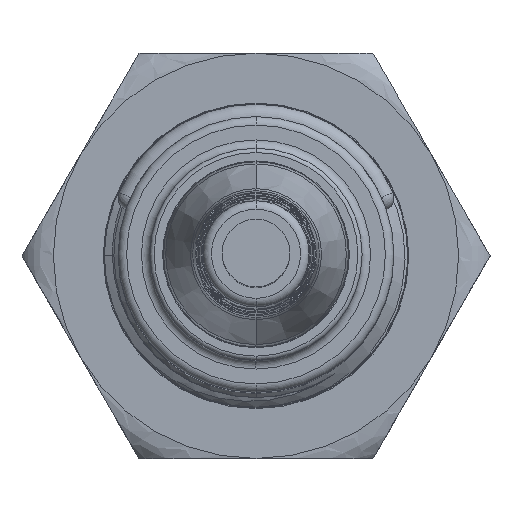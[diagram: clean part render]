
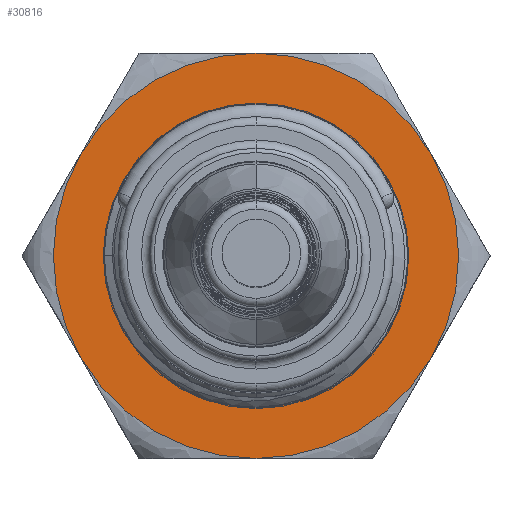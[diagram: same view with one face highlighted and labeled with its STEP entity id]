
A CAD part, top view. The second image highlights one B-rep face of the part: STEP entity #30816.
In plain terms, the highlighted planar face has unit normal (0, 0, 1).
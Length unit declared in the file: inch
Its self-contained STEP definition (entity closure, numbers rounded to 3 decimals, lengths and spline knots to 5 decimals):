
#30239=CARTESIAN_POINT('',(0.00001,0.47,0.16));
#30287=CARTESIAN_POINT('',(0.,0.,0.16));
#30288=DIRECTION('',(0.,0.,1.));
#30289=DIRECTION('',(0.,-1.,0.));
#30290=AXIS2_PLACEMENT_3D('',#30287,#30288,#30289);
#30292=CARTESIAN_POINT('',(0.,0.,0.16));
#30293=DIRECTION('',(0.,0.,1.));
#30294=DIRECTION('',(-0.866,-0.5,0.));
#30295=AXIS2_PLACEMENT_3D('',#30292,#30293,#30294);
#30297=CARTESIAN_POINT('',(0.,0.,0.16));
#30298=DIRECTION('',(0.,0.,1.));
#30299=DIRECTION('',(0.,1.,0.));
#30300=AXIS2_PLACEMENT_3D('',#30297,#30298,#30299);
#30302=CARTESIAN_POINT('',(0.,0.,0.16));
#30303=DIRECTION('',(0.,0.,1.));
#30304=DIRECTION('',(0.866,0.5,0.));
#30305=AXIS2_PLACEMENT_3D('',#30302,#30303,#30304);
#30307=CARTESIAN_POINT('',(0.,0.,0.16));
#30308=DIRECTION('',(0.,0.,1.));
#30309=DIRECTION('',(-1.,0.,0.));
#30310=AXIS2_PLACEMENT_3D('',#30307,#30308,#30309);
#30312=CARTESIAN_POINT('',(0.,0.,0.16));
#30313=DIRECTION('',(0.,0.,1.));
#30314=DIRECTION('',(1.,0.,0.));
#30315=AXIS2_PLACEMENT_3D('',#30312,#30313,#30314);
#30317=CARTESIAN_POINT('',(0.,0.,0.16));
#30318=DIRECTION('',(0.,0.,1.));
#30319=DIRECTION('',(-0.866,0.5,0.));
#30320=AXIS2_PLACEMENT_3D('',#30317,#30318,#30319);
#30322=CARTESIAN_POINT('',(0.,0.,0.16));
#30323=DIRECTION('',(0.,0.,1.));
#30324=DIRECTION('',(0.866,-0.5,0.));
#30325=AXIS2_PLACEMENT_3D('',#30322,#30323,#30324);
#30338=CARTESIAN_POINT('',(0.40704,0.23499,0.16));
#30397=CARTESIAN_POINT('',(0.40701,-0.23503,0.16));
#30455=CARTESIAN_POINT('',(-0.00001,-0.47,0.16));
#30514=CARTESIAN_POINT('',(-0.40704,-0.23499,0.16));
#30578=CARTESIAN_POINT('',(-0.40701,0.23503,0.16));
#30633=VERTEX_POINT('',#30578);
#30635=VERTEX_POINT('',#30514);
#30637=VERTEX_POINT('',#30455);
#30639=VERTEX_POINT('',#30397);
#30641=VERTEX_POINT('',#30338);
#30643=VERTEX_POINT('',#30239);
#30666=CARTESIAN_POINT('',(-0.3345,0.,0.16));
#30667=CARTESIAN_POINT('',(0.3345,0.,0.16));
#30668=VERTEX_POINT('',#30666);
#30669=VERTEX_POINT('',#30667);
#30792=CARTESIAN_POINT('',(0.,0.,0.16));
#30793=DIRECTION('',(0.,0.,1.));
#30794=DIRECTION('',(1.,0.,0.));
#30795=AXIS2_PLACEMENT_3D('',#30792,#30793,#30794);
#30796=PLANE('',#30795);
#30798=ORIENTED_EDGE('',*,*,#30797,.F.);
#30800=ORIENTED_EDGE('',*,*,#30799,.F.);
#30802=ORIENTED_EDGE('',*,*,#30801,.F.);
#30804=ORIENTED_EDGE('',*,*,#30803,.F.);
#30805=ORIENTED_EDGE('',*,*,#30785,.F.);
#30807=ORIENTED_EDGE('',*,*,#30806,.F.);
#30808=EDGE_LOOP('',(#30798,#30800,#30802,#30804,#30805,#30807));
#30809=FACE_OUTER_BOUND('',#30808,.F.);
#30811=ORIENTED_EDGE('',*,*,#30810,.T.);
#30813=ORIENTED_EDGE('',*,*,#30812,.T.);
#30814=EDGE_LOOP('',(#30811,#30813));
#30815=FACE_BOUND('',#30814,.F.);
#30816=ADVANCED_FACE('',(#30809,#30815),#30796,.T.);
#30291=CIRCLE('',#30290,0.47);
#30296=CIRCLE('',#30295,0.47);
#30301=CIRCLE('',#30300,0.47);
#30306=CIRCLE('',#30305,0.47);
#30311=CIRCLE('',#30310,0.3345);
#30316=CIRCLE('',#30315,0.3345);
#30321=CIRCLE('',#30320,0.47);
#30326=CIRCLE('',#30325,0.47);
#30785=EDGE_CURVE('',#30643,#30633,#30301,.T.);
#30797=EDGE_CURVE('',#30639,#30641,#30326,.T.);
#30799=EDGE_CURVE('',#30637,#30639,#30291,.T.);
#30801=EDGE_CURVE('',#30635,#30637,#30296,.T.);
#30803=EDGE_CURVE('',#30633,#30635,#30321,.T.);
#30806=EDGE_CURVE('',#30641,#30643,#30306,.T.);
#30810=EDGE_CURVE('',#30668,#30669,#30311,.T.);
#30812=EDGE_CURVE('',#30669,#30668,#30316,.T.);
